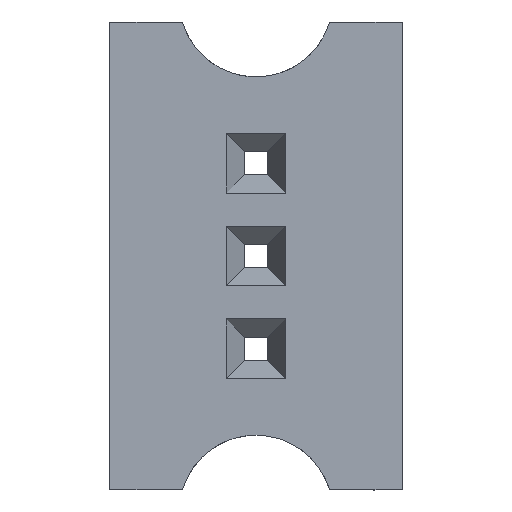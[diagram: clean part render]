
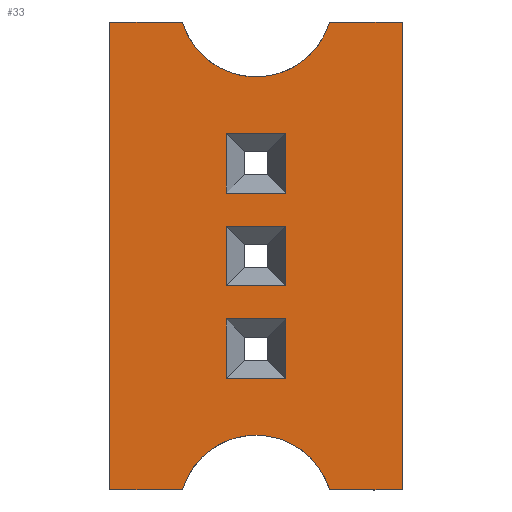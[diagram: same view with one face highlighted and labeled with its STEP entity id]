
A CAD part, front view. The second image highlights one B-rep face of the part: STEP entity #33.
In plain terms, the highlighted planar face has unit normal (0, -1, 0).
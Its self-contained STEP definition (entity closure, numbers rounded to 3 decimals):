
#18=FACE_BOUND('',#111,.T.);
#19=FACE_BOUND('',#112,.T.);
#20=FACE_BOUND('',#113,.T.);
#33=ADVANCED_FACE('',(#70,#18,#19,#20),#583,.T.);
#70=FACE_OUTER_BOUND('',#110,.T.);
#110=EDGE_LOOP('',(#207,#208,#209,#210,#211,#212,#213,#214,#215));
#111=EDGE_LOOP('',(#216,#217,#218,#219));
#112=EDGE_LOOP('',(#220,#221,#222,#223));
#113=EDGE_LOOP('',(#224,#225,#226,#227));
#207=ORIENTED_EDGE('',*,*,#344,.T.);
#208=ORIENTED_EDGE('',*,*,#359,.T.);
#209=ORIENTED_EDGE('',*,*,#338,.F.);
#210=ORIENTED_EDGE('',*,*,#351,.T.);
#211=ORIENTED_EDGE('',*,*,#324,.T.);
#212=ORIENTED_EDGE('',*,*,#348,.F.);
#213=ORIENTED_EDGE('',*,*,#357,.F.);
#214=ORIENTED_EDGE('',*,*,#333,.T.);
#215=ORIENTED_EDGE('',*,*,#340,.T.);
#216=ORIENTED_EDGE('',*,*,#374,.F.);
#217=ORIENTED_EDGE('',*,*,#375,.F.);
#218=ORIENTED_EDGE('',*,*,#376,.F.);
#219=ORIENTED_EDGE('',*,*,#373,.F.);
#220=ORIENTED_EDGE('',*,*,#377,.F.);
#221=ORIENTED_EDGE('',*,*,#378,.F.);
#222=ORIENTED_EDGE('',*,*,#379,.F.);
#223=ORIENTED_EDGE('',*,*,#380,.F.);
#224=ORIENTED_EDGE('',*,*,#381,.F.);
#225=ORIENTED_EDGE('',*,*,#382,.F.);
#226=ORIENTED_EDGE('',*,*,#383,.F.);
#227=ORIENTED_EDGE('',*,*,#384,.F.);
#324=EDGE_CURVE('',#518,#519,#512,.T.);
#333=EDGE_CURVE('',#528,#527,#428,.T.);
#338=EDGE_CURVE('',#532,#533,#433,.T.);
#340=EDGE_CURVE('',#527,#534,#514,.T.);
#344=EDGE_CURVE('',#534,#536,#437,.T.);
#348=EDGE_CURVE('',#539,#519,#441,.T.);
#351=EDGE_CURVE('',#532,#518,#516,.T.);
#357=EDGE_CURVE('',#528,#539,#448,.T.);
#359=EDGE_CURVE('',#536,#533,#450,.T.);
#373=EDGE_CURVE('',#552,#553,#464,.T.);
#374=EDGE_CURVE('',#554,#552,#465,.T.);
#375=EDGE_CURVE('',#555,#554,#466,.T.);
#376=EDGE_CURVE('',#553,#555,#467,.T.);
#377=EDGE_CURVE('',#556,#557,#468,.T.);
#378=EDGE_CURVE('',#558,#556,#469,.T.);
#379=EDGE_CURVE('',#559,#558,#470,.T.);
#380=EDGE_CURVE('',#557,#559,#471,.T.);
#381=EDGE_CURVE('',#560,#561,#472,.T.);
#382=EDGE_CURVE('',#562,#560,#473,.T.);
#383=EDGE_CURVE('',#563,#562,#474,.T.);
#384=EDGE_CURVE('',#561,#563,#475,.T.);
#428=B_SPLINE_CURVE_WITH_KNOTS('',1,(#939,#940),.UNSPECIFIED.,.F.,.F.,(2,
2),(-1.988,0.),.UNSPECIFIED.);
#433=B_SPLINE_CURVE_WITH_KNOTS('',1,(#955,#956),.UNSPECIFIED.,.F.,.F.,(2,
2),(-1.988,0.),.UNSPECIFIED.);
#437=B_SPLINE_CURVE_WITH_KNOTS('',1,(#973,#974),.UNSPECIFIED.,.F.,.F.,(2,
2),(-1.988,0.),.UNSPECIFIED.);
#441=B_SPLINE_CURVE_WITH_KNOTS('',1,(#987,#988),.UNSPECIFIED.,.F.,.F.,(2,
2),(-1.988,0.),.UNSPECIFIED.);
#448=B_SPLINE_CURVE_WITH_KNOTS('',1,(#1025,#1026),.UNSPECIFIED.,.F.,.F.,
(2,2),(0.,12.8),.UNSPECIFIED.);
#450=B_SPLINE_CURVE_WITH_KNOTS('',1,(#1029,#1030),.UNSPECIFIED.,.F.,.F.,
(2,2),(0.,12.8),.UNSPECIFIED.);
#464=B_SPLINE_CURVE_WITH_KNOTS('',1,(#1057,#1058),.UNSPECIFIED.,.F.,.F.,
(2,2),(-1.64,0.),.UNSPECIFIED.);
#465=B_SPLINE_CURVE_WITH_KNOTS('',1,(#1059,#1060),.UNSPECIFIED.,.F.,.F.,
(2,2),(-1.64,0.),.UNSPECIFIED.);
#466=B_SPLINE_CURVE_WITH_KNOTS('',1,(#1061,#1062),.UNSPECIFIED.,.F.,.F.,
(2,2),(-1.64,0.),.UNSPECIFIED.);
#467=B_SPLINE_CURVE_WITH_KNOTS('',1,(#1063,#1064),.UNSPECIFIED.,.F.,.F.,
(2,2),(-1.64,0.),.UNSPECIFIED.);
#468=B_SPLINE_CURVE_WITH_KNOTS('',1,(#1065,#1066),.UNSPECIFIED.,.F.,.F.,
(2,2),(-1.64,0.),.UNSPECIFIED.);
#469=B_SPLINE_CURVE_WITH_KNOTS('',1,(#1067,#1068),.UNSPECIFIED.,.F.,.F.,
(2,2),(-1.64,0.),.UNSPECIFIED.);
#470=B_SPLINE_CURVE_WITH_KNOTS('',1,(#1069,#1070),.UNSPECIFIED.,.F.,.F.,
(2,2),(-1.64,0.),.UNSPECIFIED.);
#471=B_SPLINE_CURVE_WITH_KNOTS('',1,(#1071,#1072),.UNSPECIFIED.,.F.,.F.,
(2,2),(-1.64,0.),.UNSPECIFIED.);
#472=B_SPLINE_CURVE_WITH_KNOTS('',1,(#1073,#1074),.UNSPECIFIED.,.F.,.F.,
(2,2),(-1.64,0.),.UNSPECIFIED.);
#473=B_SPLINE_CURVE_WITH_KNOTS('',1,(#1075,#1076),.UNSPECIFIED.,.F.,.F.,
(2,2),(-1.64,0.),.UNSPECIFIED.);
#474=B_SPLINE_CURVE_WITH_KNOTS('',1,(#1077,#1078),.UNSPECIFIED.,.F.,.F.,
(2,2),(-1.64,0.),.UNSPECIFIED.);
#475=B_SPLINE_CURVE_WITH_KNOTS('',1,(#1079,#1080),.UNSPECIFIED.,.F.,.F.,
(2,2),(-1.64,0.),.UNSPECIFIED.);
#512=(
BOUNDED_CURVE()
B_SPLINE_CURVE(2,(#903,#904,#905),.UNSPECIFIED.,.F.,.F.)
B_SPLINE_CURVE_WITH_KNOTS((3,3),(-2.69,0.),.UNSPECIFIED.)
CURVE()
GEOMETRIC_REPRESENTATION_ITEM()
RATIONAL_B_SPLINE_CURVE((1.,0.802,1.))
REPRESENTATION_ITEM('')
);
#514=(
BOUNDED_CURVE()
B_SPLINE_CURVE(2,(#959,#960,#961,#962,#963),.UNSPECIFIED.,.F.,.F.)
B_SPLINE_CURVE_WITH_KNOTS((3,2,3),(0.,2.69,5.38),
 .UNSPECIFIED.)
CURVE()
GEOMETRIC_REPRESENTATION_ITEM()
RATIONAL_B_SPLINE_CURVE((1.,0.802,1.,0.802,1.))
REPRESENTATION_ITEM('')
);
#516=(
BOUNDED_CURVE()
B_SPLINE_CURVE(2,(#999,#1000,#1001),.UNSPECIFIED.,.F.,.F.)
B_SPLINE_CURVE_WITH_KNOTS((3,3),(-2.69,0.),.UNSPECIFIED.)
CURVE()
GEOMETRIC_REPRESENTATION_ITEM()
RATIONAL_B_SPLINE_CURVE((1.,0.802,1.))
REPRESENTATION_ITEM('')
);
#518=VERTEX_POINT('',#845);
#519=VERTEX_POINT('',#846);
#527=VERTEX_POINT('',#854);
#528=VERTEX_POINT('',#855);
#532=VERTEX_POINT('',#859);
#533=VERTEX_POINT('',#860);
#534=VERTEX_POINT('',#861);
#536=VERTEX_POINT('',#863);
#539=VERTEX_POINT('',#866);
#552=VERTEX_POINT('',#879);
#553=VERTEX_POINT('',#880);
#554=VERTEX_POINT('',#881);
#555=VERTEX_POINT('',#882);
#556=VERTEX_POINT('',#883);
#557=VERTEX_POINT('',#884);
#558=VERTEX_POINT('',#885);
#559=VERTEX_POINT('',#886);
#560=VERTEX_POINT('',#887);
#561=VERTEX_POINT('',#888);
#562=VERTEX_POINT('',#889);
#563=VERTEX_POINT('',#890);
#583=PLANE('',#640);
#640=AXIS2_PLACEMENT_3D('',#820,#675,$);
#675=DIRECTION('',(0.,-1.,0.));
#820=CARTESIAN_POINT('',(24.399,5.625,-7.681));
#845=CARTESIAN_POINT('',(29.2,5.625,-4.9));
#846=CARTESIAN_POINT('',(31.212,5.625,-6.4));
#854=CARTESIAN_POINT('',(31.212,5.625,6.4));
#855=CARTESIAN_POINT('',(33.2,5.625,6.4));
#859=CARTESIAN_POINT('',(27.188,5.625,-6.4));
#860=CARTESIAN_POINT('',(25.2,5.625,-6.4));
#861=CARTESIAN_POINT('',(27.188,5.625,6.4));
#863=CARTESIAN_POINT('',(25.2,5.625,6.4));
#866=CARTESIAN_POINT('',(33.2,5.625,-6.4));
#879=CARTESIAN_POINT('',(30.02,5.625,-1.72));
#880=CARTESIAN_POINT('',(28.38,5.625,-1.72));
#881=CARTESIAN_POINT('',(30.02,5.625,-3.36));
#882=CARTESIAN_POINT('',(28.38,5.625,-3.36));
#883=CARTESIAN_POINT('',(30.02,5.625,-0.82));
#884=CARTESIAN_POINT('',(30.02,5.625,0.82));
#885=CARTESIAN_POINT('',(28.38,5.625,-0.82));
#886=CARTESIAN_POINT('',(28.38,5.625,0.82));
#887=CARTESIAN_POINT('',(30.02,5.625,3.36));
#888=CARTESIAN_POINT('',(28.38,5.625,3.36));
#889=CARTESIAN_POINT('',(30.02,5.625,1.72));
#890=CARTESIAN_POINT('',(28.38,5.625,1.72));
#903=CARTESIAN_POINT('',(29.2,5.625,-4.9));
#904=CARTESIAN_POINT('',(30.765,5.625,-4.9));
#905=CARTESIAN_POINT('',(31.212,5.625,-6.4));
#939=CARTESIAN_POINT('',(33.2,5.625,6.4));
#940=CARTESIAN_POINT('',(31.212,5.625,6.4));
#955=CARTESIAN_POINT('',(27.188,5.625,-6.4));
#956=CARTESIAN_POINT('',(25.2,5.625,-6.4));
#959=CARTESIAN_POINT('',(31.212,5.625,6.4));
#960=CARTESIAN_POINT('',(30.765,5.625,4.9));
#961=CARTESIAN_POINT('',(29.2,5.625,4.9));
#962=CARTESIAN_POINT('',(27.635,5.625,4.9));
#963=CARTESIAN_POINT('',(27.188,5.625,6.4));
#973=CARTESIAN_POINT('',(27.188,5.625,6.4));
#974=CARTESIAN_POINT('',(25.2,5.625,6.4));
#987=CARTESIAN_POINT('',(33.2,5.625,-6.4));
#988=CARTESIAN_POINT('',(31.212,5.625,-6.4));
#999=CARTESIAN_POINT('',(27.188,5.625,-6.4));
#1000=CARTESIAN_POINT('',(27.635,5.625,-4.9));
#1001=CARTESIAN_POINT('',(29.2,5.625,-4.9));
#1025=CARTESIAN_POINT('',(33.2,5.625,6.4));
#1026=CARTESIAN_POINT('',(33.2,5.625,-6.4));
#1029=CARTESIAN_POINT('',(25.2,5.625,6.4));
#1030=CARTESIAN_POINT('',(25.2,5.625,-6.4));
#1057=CARTESIAN_POINT('',(30.02,5.625,-1.72));
#1058=CARTESIAN_POINT('',(28.38,5.625,-1.72));
#1059=CARTESIAN_POINT('',(30.02,5.625,-3.36));
#1060=CARTESIAN_POINT('',(30.02,5.625,-1.72));
#1061=CARTESIAN_POINT('',(28.38,5.625,-3.36));
#1062=CARTESIAN_POINT('',(30.02,5.625,-3.36));
#1063=CARTESIAN_POINT('',(28.38,5.625,-1.72));
#1064=CARTESIAN_POINT('',(28.38,5.625,-3.36));
#1065=CARTESIAN_POINT('',(30.02,5.625,-0.82));
#1066=CARTESIAN_POINT('',(30.02,5.625,0.82));
#1067=CARTESIAN_POINT('',(28.38,5.625,-0.82));
#1068=CARTESIAN_POINT('',(30.02,5.625,-0.82));
#1069=CARTESIAN_POINT('',(28.38,5.625,0.82));
#1070=CARTESIAN_POINT('',(28.38,5.625,-0.82));
#1071=CARTESIAN_POINT('',(30.02,5.625,0.82));
#1072=CARTESIAN_POINT('',(28.38,5.625,0.82));
#1073=CARTESIAN_POINT('',(30.02,5.625,3.36));
#1074=CARTESIAN_POINT('',(28.38,5.625,3.36));
#1075=CARTESIAN_POINT('',(30.02,5.625,1.72));
#1076=CARTESIAN_POINT('',(30.02,5.625,3.36));
#1077=CARTESIAN_POINT('',(28.38,5.625,1.72));
#1078=CARTESIAN_POINT('',(30.02,5.625,1.72));
#1079=CARTESIAN_POINT('',(28.38,5.625,3.36));
#1080=CARTESIAN_POINT('',(28.38,5.625,1.72));
